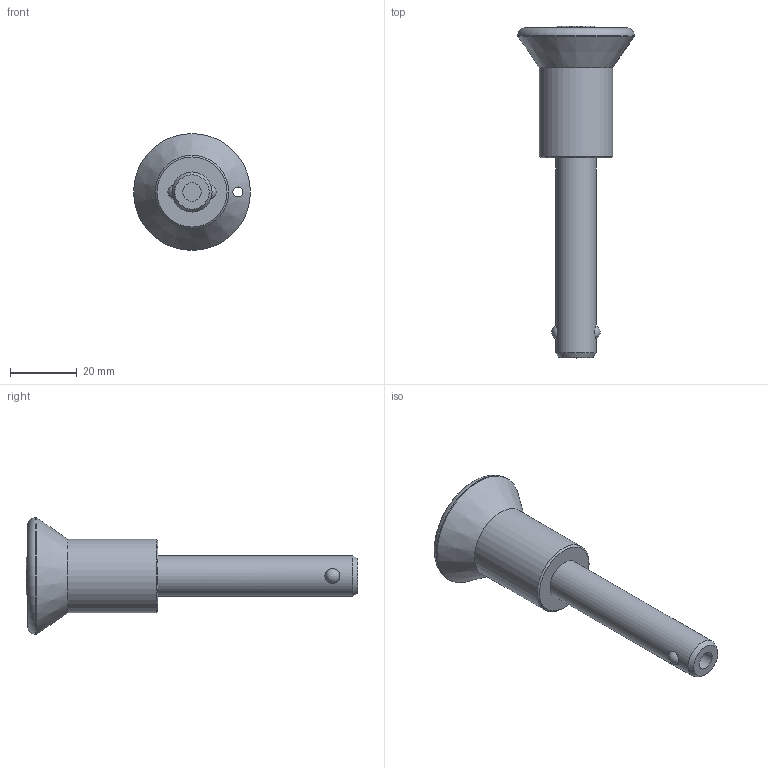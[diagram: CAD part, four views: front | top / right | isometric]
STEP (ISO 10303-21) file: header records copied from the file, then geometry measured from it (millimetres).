
FILE_DESCRIPTION( ( 'STEP AP214' ), '1' );
FILE_NAME( 'K0791.035120500.stp', '2020-12-10T09:05:57', ( '' ), ( '' ), ' ', 'PARTsolutions', ' ' );
FILE_SCHEMA( ( 'AUTOMOTIVE_DESIGN { 1 0 10303 214 1 1 1 1 }' ) );
Length unit declared in the file: millimetre
Products named in the file (1): _K0791.035120500
Bounding box: 35 x 99.4 x 35 mm (x, y, z)
Volume: 22934.4 mm3; surface area: 9907.4 mm2
Topology: 1 solids, 1 shells, 33 faces, 69 edges, 44 vertices
Faces by surface type: cylinder 13, plane 9, cone 6, torus 2, sphere 2, bspline 1
Full cylindrical faces by diameter (mm): 2.96 x1, 3 x1, 4.5 x2, 5.48 x3, 5.5 x1, 12 x2, 12.02 x1, 22 x1, 35 x1
Entity records: 1489 total; most frequent: CARTESIAN_POINT 627, DIRECTION 122, ORIENTED_EDGE 76, EDGE_LOOP 68, AXIS2_PLACEMENT_3D 61, FACE_OUTER_BOUND 48, VERTEX_POINT 38, EDGE_CURVE 38
